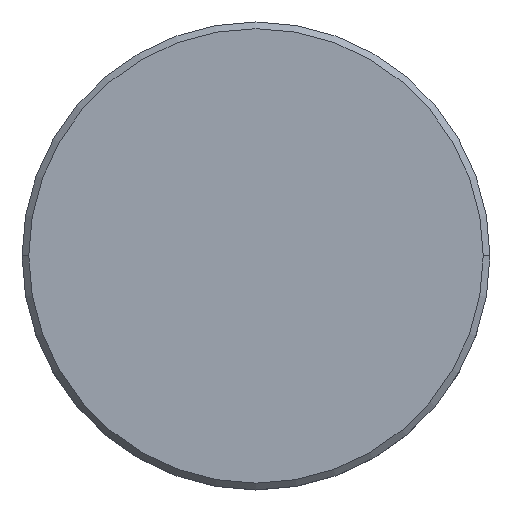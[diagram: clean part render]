
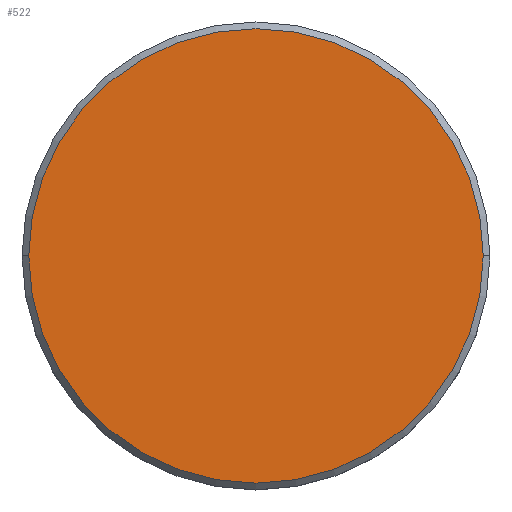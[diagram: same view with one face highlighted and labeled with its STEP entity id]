
A CAD part, top view. The second image highlights one B-rep face of the part: STEP entity #522.
In plain terms, the highlighted planar face has unit normal (0, 0, 1).
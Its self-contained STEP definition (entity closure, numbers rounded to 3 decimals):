
#9 = CIRCLE ( 'NONE', #753, 17. ) ;
#183 = AXIS2_PLACEMENT_3D ( 'NONE', #1147, #331, #392 ) ;
#194 = VERTEX_POINT ( 'NONE', #948 ) ;
#204 = CARTESIAN_POINT ( 'NONE',  ( 0., 0., 0. ) ) ;
#217 = EDGE_CURVE ( 'NONE', #194, #642, #9, .T. ) ;
#301 = DIRECTION ( 'NONE',  ( 0., 0., 1. ) ) ;
#307 = EDGE_CURVE ( 'NONE', #642, #194, #596, .T. ) ;
#317 = FACE_OUTER_BOUND ( 'NONE', #926, .T. ) ;
#331 = DIRECTION ( 'NONE',  ( 0., 0., 1. ) ) ;
#379 = AXIS2_PLACEMENT_3D ( 'NONE', #764, #301, #667 ) ;
#392 = DIRECTION ( 'NONE',  ( 1., 0., 0. ) ) ;
#522 = ADVANCED_FACE ( 'NONE', ( #317 ), #1043, .T. ) ;
#596 = CIRCLE ( 'NONE', #183, 17. ) ;
#630 = ORIENTED_EDGE ( 'NONE', *, *, #217, .T. ) ;
#642 = VERTEX_POINT ( 'NONE', #1012 ) ;
#667 = DIRECTION ( 'NONE',  ( 1., 0., 0. ) ) ;
#753 = AXIS2_PLACEMENT_3D ( 'NONE', #204, #755, #940 ) ;
#755 = DIRECTION ( 'NONE',  ( 0., 0., 1. ) ) ;
#764 = CARTESIAN_POINT ( 'NONE',  ( 0., 0., 0. ) ) ;
#881 = ORIENTED_EDGE ( 'NONE', *, *, #307, .T. ) ;
#926 = EDGE_LOOP ( 'NONE', ( #881, #630 ) ) ;
#940 = DIRECTION ( 'NONE',  ( 1., 0., 0. ) ) ;
#948 = CARTESIAN_POINT ( 'NONE',  ( 17., 0., 0. ) ) ;
#1012 = CARTESIAN_POINT ( 'NONE',  ( -17., 0., 0. ) ) ;
#1043 = PLANE ( 'NONE',  #379 ) ;
#1147 = CARTESIAN_POINT ( 'NONE',  ( 0., 0., 0. ) ) ;
